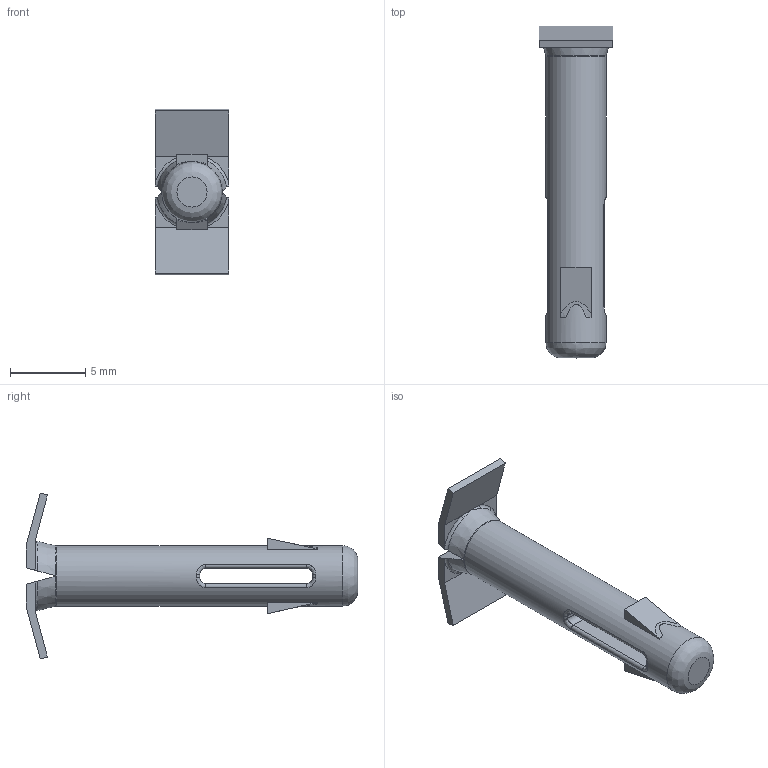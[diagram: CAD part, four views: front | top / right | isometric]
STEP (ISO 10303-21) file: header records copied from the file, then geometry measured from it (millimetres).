
FILE_DESCRIPTION(/* description */ (''),/* implementation_level */ '2;1');
FILE_NAME(/* name */ 'H6.stp',/* time_stamp */ '2016-08-19T14:46:08-04:00',/* author */ ('CAD Station'),/* organization */ (''),/* preprocessor_version */ 'ST-DEVELOPER v16.1',/* originating_system */ 'Autodesk Inventor 2016',/* authorisation */ '');
FILE_SCHEMA (('AUTOMOTIVE_DESIGN { 1 0 10303 214 3 1 1 }'));
Length unit declared in the file: millimetre
Products named in the file (1): H6
Bounding box: 4.88 x 22 x 11 mm (x, y, z)
Volume: 267.4 mm3; surface area: 446.1 mm2
Topology: 1 solids, 1 shells, 72 faces, 191 edges, 118 vertices
Faces by surface type: plane 37, bspline 15, cylinder 10, torus 9, cone 1
Full cylindrical faces by diameter (mm): 4 x1
Entity records: 2795 total; most frequent: CARTESIAN_POINT 1068, ORIENTED_EDGE 358, DIRECTION 304, EDGE_CURVE 179, VERTEX_POINT 114, AXIS2_PLACEMENT_3D 112, LINE 80, VECTOR 80
